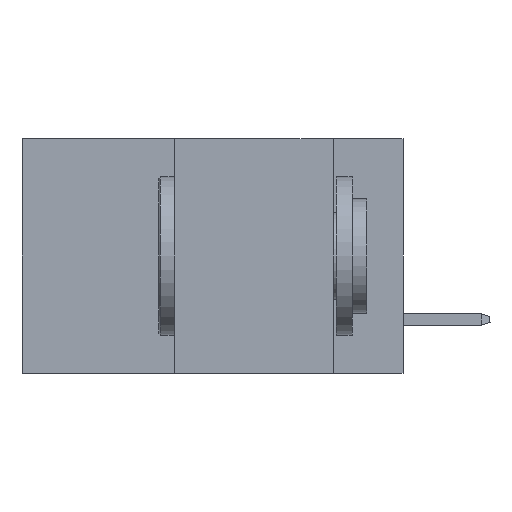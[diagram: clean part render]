
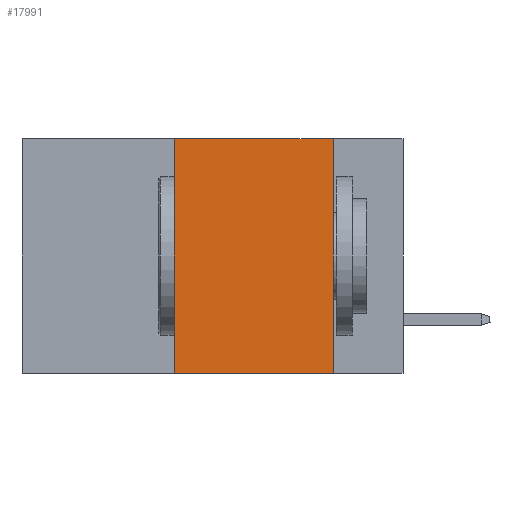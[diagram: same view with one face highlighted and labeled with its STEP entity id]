
A CAD part, left-side view. The second image highlights one B-rep face of the part: STEP entity #17991.
In plain terms, the highlighted planar face has unit normal (-1, 0, 0).
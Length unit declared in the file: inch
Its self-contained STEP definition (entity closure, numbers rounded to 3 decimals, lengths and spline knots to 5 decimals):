
#1301 = DIRECTION ( 'NONE',  ( 0., 0., -1. ) ) ;
#1714 = VERTEX_POINT ( 'NONE', #16450 ) ;
#3184 = EDGE_CURVE ( 'NONE', #20123, #22681, #14449, .T. ) ;
#3556 = CARTESIAN_POINT ( 'NONE',  ( 0., 0.36, 0. ) ) ;
#4246 = CARTESIAN_POINT ( 'NONE',  ( 0., 0.36, 0. ) ) ;
#4564 = ORIENTED_EDGE ( 'NONE', *, *, #3184, .F. ) ;
#6939 = ORIENTED_EDGE ( 'NONE', *, *, #9173, .T. ) ;
#8406 = CARTESIAN_POINT ( 'NONE',  ( 0., 0.6, 0. ) ) ;
#8920 = CARTESIAN_POINT ( 'NONE',  ( 0., 0.6, -0.37 ) ) ;
#9173 = EDGE_CURVE ( 'NONE', #12611, #1714, #33695, .T. ) ;
#9954 = DIRECTION ( 'NONE',  ( 0., 0., -1. ) ) ;
#9977 = EDGE_CURVE ( 'NONE', #12611, #20123, #26264, .T. ) ;
#11951 = CARTESIAN_POINT ( 'NONE',  ( 0., 0.36, -0.37 ) ) ;
#11962 = VECTOR ( 'NONE', #1301, 39.37008 ) ;
#12535 = ORIENTED_EDGE ( 'NONE', *, *, #9977, .F. ) ;
#12611 = VERTEX_POINT ( 'NONE', #11951 ) ;
#12850 = LINE ( 'NONE', #32774, #11962 ) ;
#13940 = DIRECTION ( 'NONE',  ( 0., -1., 0. ) ) ;
#14208 = CARTESIAN_POINT ( 'NONE',  ( 0., 0.11, 0. ) ) ;
#14449 = LINE ( 'NONE', #28588, #30698 ) ;
#15925 = AXIS2_PLACEMENT_3D ( 'NONE', #8406, #21294, #9954 ) ;
#16450 = CARTESIAN_POINT ( 'NONE',  ( 0., 0.11, -0.37 ) ) ;
#17991 = ADVANCED_FACE ( 'NONE', ( #32859 ), #19546, .F. ) ;
#18213 = VECTOR ( 'NONE', #13940, 39.37008 ) ;
#19546 = PLANE ( 'NONE',  #15925 ) ;
#20123 = VERTEX_POINT ( 'NONE', #4246 ) ;
#21294 = DIRECTION ( 'NONE',  ( 1., 0., 0. ) ) ;
#21478 = EDGE_LOOP ( 'NONE', ( #36383, #4564, #12535, #6939 ) ) ;
#22633 = DIRECTION ( 'NONE',  ( 0., -1., 0. ) ) ;
#22681 = VERTEX_POINT ( 'NONE', #14208 ) ;
#26264 = LINE ( 'NONE', #3556, #31965 ) ;
#28588 = CARTESIAN_POINT ( 'NONE',  ( 0., 0.6, 0. ) ) ;
#30698 = VECTOR ( 'NONE', #22633, 39.37008 ) ;
#31965 = VECTOR ( 'NONE', #34477, 39.37008 ) ;
#32774 = CARTESIAN_POINT ( 'NONE',  ( 0., 0.11, 0. ) ) ;
#32859 = FACE_OUTER_BOUND ( 'NONE', #21478, .T. ) ;
#33695 = LINE ( 'NONE', #8920, #18213 ) ;
#34075 = EDGE_CURVE ( 'NONE', #22681, #1714, #12850, .T. ) ;
#34477 = DIRECTION ( 'NONE',  ( 0., 0., 1. ) ) ;
#36383 = ORIENTED_EDGE ( 'NONE', *, *, #34075, .F. ) ;
